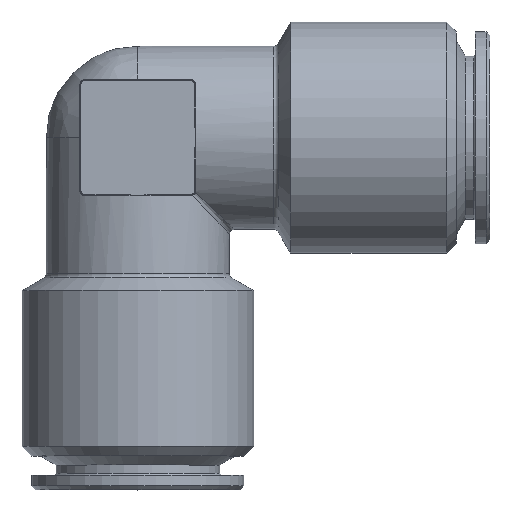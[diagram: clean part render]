
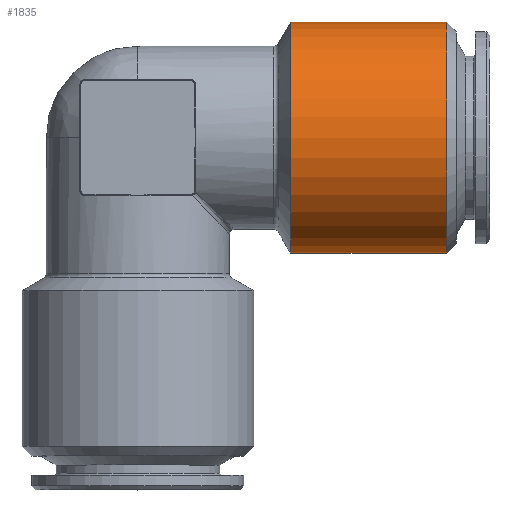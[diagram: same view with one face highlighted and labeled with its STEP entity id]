
A CAD part, top view. The second image highlights one B-rep face of the part: STEP entity #1835.
In plain terms, the highlighted cylindrical face has radius 12 mm (diameter 24 mm), a full revolution.
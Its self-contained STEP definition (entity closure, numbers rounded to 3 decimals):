
#161=CYLINDRICAL_SURFACE('',#1994,12.);
#492=ORIENTED_EDGE('',*,*,#675,.T.);
#493=ORIENTED_EDGE('',*,*,#679,.T.);
#675=EDGE_CURVE('',#786,#786,#876,.T.);
#679=EDGE_CURVE('',#790,#790,#880,.T.);
#786=VERTEX_POINT('',#4329);
#790=VERTEX_POINT('',#4342);
#876=CIRCLE('',#1986,12.);
#880=CIRCLE('',#1995,12.);
#979=EDGE_LOOP('',(#492));
#980=EDGE_LOOP('',(#493));
#1100=FACE_BOUND('',#979,.T.);
#1101=FACE_BOUND('',#980,.T.);
#1835=ADVANCED_FACE('',(#1100,#1101),#161,.T.);
#1986=AXIS2_PLACEMENT_3D('',#4328,#2328,#2329);
#1994=AXIS2_PLACEMENT_3D('',#4340,#2344,#2345);
#1995=AXIS2_PLACEMENT_3D('',#4341,#2346,#2347);
#2328=DIRECTION('',(1.,0.,0.));
#2329=DIRECTION('',(0.,0.,-1.));
#2344=DIRECTION('',(-1.,0.,0.));
#2345=DIRECTION('',(0.,0.,1.));
#2346=DIRECTION('',(-1.,0.,0.));
#2347=DIRECTION('',(0.,0.,1.));
#4328=CARTESIAN_POINT('',(15.845,0.,0.));
#4329=CARTESIAN_POINT('',(15.845,0.,-12.));
#4340=CARTESIAN_POINT('',(0.,0.,0.));
#4341=CARTESIAN_POINT('',(32.,0.,0.));
#4342=CARTESIAN_POINT('',(32.,0.,12.));
